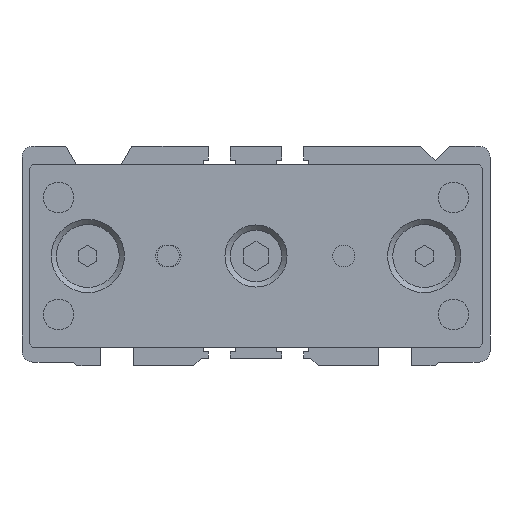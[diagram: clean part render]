
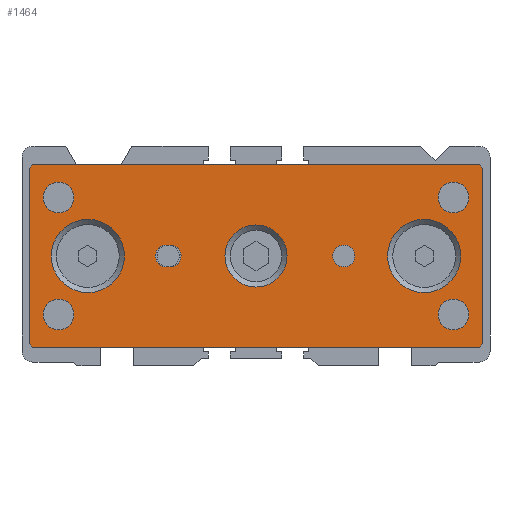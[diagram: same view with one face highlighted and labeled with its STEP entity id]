
A CAD part, left-side view. The second image highlights one B-rep face of the part: STEP entity #1464.
In plain terms, the highlighted planar face has unit normal (-1, 0, 0).
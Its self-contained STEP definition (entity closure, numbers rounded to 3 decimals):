
#994=CARTESIAN_POINT('',(170.,-310.5,-12.5));
#995=VERTEX_POINT('Vertex58',#994);
#1002=CARTESIAN_POINT('',(170.,-249.5,-12.5));
#1003=VERTEX_POINT('Vertex59',#1002);
#1004=CARTESIAN_POINT('',(170.,-280.,-12.5));
#1005=DIRECTION('',(0.,1.,0.));
#1006=VECTOR('',#1005,1.);
#1007=LINE('nurbsCrv77',#1004,#1006);
#1008=EDGE_CURVE('Edge77',#995,#1003,#1007,.T.);
#1025=CARTESIAN_POINT('',(170.,-311.,-12.));
#1026=VERTEX_POINT('Vertex60',#1025);
#1033=CARTESIAN_POINT('',(170.,-310.75,-12.25));
#1034=DIRECTION('',(0.,-0.707,0.707));
#1035=VECTOR('',#1034,1.);
#1036=LINE('nurbsCrv80',#1033,#1035);
#1037=EDGE_CURVE('Edge80',#995,#1026,#1036,.T.);
#1050=CARTESIAN_POINT('',(170.,-249.,-12.));
#1051=VERTEX_POINT('Vertex61',#1050);
#1052=CARTESIAN_POINT('',(170.,-249.25,-12.25));
#1053=DIRECTION('',(0.,0.707,0.707));
#1054=VECTOR('',#1053,1.);
#1055=LINE('nurbsCrv81',#1052,#1054);
#1056=EDGE_CURVE('Edge81',#1003,#1051,#1055,.T.);
#1074=CARTESIAN_POINT('',(170.,-249.,12.));
#1075=VERTEX_POINT('Vertex62',#1074);
#1076=CARTESIAN_POINT('',(170.,-249.,0.));
#1077=DIRECTION('',(0.,0.,1.));
#1078=VECTOR('',#1077,1.);
#1079=LINE('nurbsCrv83',#1076,#1078);
#1080=EDGE_CURVE('Edge83',#1051,#1075,#1079,.T.);
#1098=CARTESIAN_POINT('',(170.,-249.5,12.5));
#1099=VERTEX_POINT('Vertex63',#1098);
#1100=CARTESIAN_POINT('',(170.,-249.25,12.25));
#1101=DIRECTION('',(0.,0.707,-0.707));
#1102=VECTOR('',#1101,1.);
#1103=LINE('nurbsCrv85',#1100,#1102);
#1104=EDGE_CURVE('Edge85',#1099,#1075,#1103,.T.);
#1124=CARTESIAN_POINT('',(170.,-304.9,-8.));
#1125=VERTEX_POINT('Vertex64',#1124);
#1126=CARTESIAN_POINT('',(170.,-309.1,-8.));
#1127=VERTEX_POINT('Vertex329',#1126);
#1128=CARTESIAN_POINT('',(170.,-307.,-8.));
#1129=DIRECTION('',(1.,0.,0.));
#1130=DIRECTION('',(0.,1.,0.));
#1131=AXIS2_PLACEMENT_3D('',#1128,#1129,#1130);
#1132=CIRCLE('nurbsCrv624',#1131,2.1);
#1133=EDGE_CURVE('Edge457',#1125,#1127,#1132,.T.);
#1135=CARTESIAN_POINT('',(170.,-307.,-8.));
#1136=DIRECTION('',(1.,0.,0.));
#1137=DIRECTION('',(0.,-1.,0.));
#1138=AXIS2_PLACEMENT_3D('',#1135,#1136,#1137);
#1139=CIRCLE('nurbsCrv625',#1138,2.1);
#1140=EDGE_CURVE('Edge458',#1127,#1125,#1139,.T.);
#1154=CARTESIAN_POINT('',(170.,-304.9,8.));
#1155=VERTEX_POINT('Vertex65',#1154);
#1156=CARTESIAN_POINT('',(170.,-309.1,8.));
#1157=VERTEX_POINT('Vertex331',#1156);
#1158=CARTESIAN_POINT('',(170.,-307.,8.));
#1159=DIRECTION('',(1.,0.,0.));
#1160=DIRECTION('',(0.,1.,0.));
#1161=AXIS2_PLACEMENT_3D('',#1158,#1159,#1160);
#1162=CIRCLE('nurbsCrv639',#1161,2.1);
#1163=EDGE_CURVE('Edge462',#1155,#1157,#1162,.T.);
#1165=CARTESIAN_POINT('',(170.,-307.,8.));
#1166=DIRECTION('',(1.,0.,0.));
#1167=DIRECTION('',(0.,-1.,0.));
#1168=AXIS2_PLACEMENT_3D('',#1165,#1166,#1167);
#1169=CIRCLE('nurbsCrv640',#1168,2.1);
#1170=EDGE_CURVE('Edge463',#1157,#1155,#1169,.T.);
#1181=CARTESIAN_POINT('',(170.,-310.5,12.5));
#1182=VERTEX_POINT('Vertex66',#1181);
#1189=CARTESIAN_POINT('',(170.,-311.,12.));
#1190=VERTEX_POINT('Vertex67',#1189);
#1191=CARTESIAN_POINT('',(170.,-310.75,12.25));
#1192=DIRECTION('',(0.,0.707,0.707));
#1193=VECTOR('',#1192,1.);
#1194=LINE('nurbsCrv90',#1191,#1193);
#1195=EDGE_CURVE('Edge90',#1190,#1182,#1194,.T.);
#1215=CARTESIAN_POINT('',(170.,-250.9,-8.));
#1216=VERTEX_POINT('Vertex68',#1215);
#1217=CARTESIAN_POINT('',(170.,-255.1,-8.));
#1218=VERTEX_POINT('Vertex333',#1217);
#1219=CARTESIAN_POINT('',(170.,-253.,-8.));
#1220=DIRECTION('',(1.,0.,0.));
#1221=DIRECTION('',(0.,1.,0.));
#1222=AXIS2_PLACEMENT_3D('',#1219,#1220,#1221);
#1223=CIRCLE('nurbsCrv658',#1222,2.1);
#1224=EDGE_CURVE('Edge467',#1216,#1218,#1223,.T.);
#1226=CARTESIAN_POINT('',(170.,-253.,-8.));
#1227=DIRECTION('',(1.,0.,0.));
#1228=DIRECTION('',(0.,-1.,0.));
#1229=AXIS2_PLACEMENT_3D('',#1226,#1227,#1228);
#1230=CIRCLE('nurbsCrv659',#1229,2.1);
#1231=EDGE_CURVE('Edge468',#1218,#1216,#1230,.T.);
#1243=CARTESIAN_POINT('',(170.,-311.,0.));
#1244=DIRECTION('',(0.,0.,1.));
#1245=VECTOR('',#1244,1.);
#1246=LINE('nurbsCrv93',#1243,#1245);
#1247=EDGE_CURVE('Edge93',#1026,#1190,#1246,.T.);
#1262=CARTESIAN_POINT('',(170.,-250.9,8.));
#1263=VERTEX_POINT('Vertex69',#1262);
#1264=CARTESIAN_POINT('',(170.,-255.1,8.));
#1265=VERTEX_POINT('Vertex335',#1264);
#1266=CARTESIAN_POINT('',(170.,-253.,8.));
#1267=DIRECTION('',(1.,0.,0.));
#1268=DIRECTION('',(0.,1.,0.));
#1269=AXIS2_PLACEMENT_3D('',#1266,#1267,#1268);
#1270=CIRCLE('nurbsCrv677',#1269,2.1);
#1271=EDGE_CURVE('Edge472',#1263,#1265,#1270,.T.);
#1273=CARTESIAN_POINT('',(170.,-253.,8.));
#1274=DIRECTION('',(1.,0.,0.));
#1275=DIRECTION('',(0.,-1.,0.));
#1276=AXIS2_PLACEMENT_3D('',#1273,#1274,#1275);
#1277=CIRCLE('nurbsCrv678',#1276,2.1);
#1278=EDGE_CURVE('Edge473',#1265,#1263,#1277,.T.);
#1290=CARTESIAN_POINT('',(170.,-280.,12.5));
#1291=DIRECTION('',(0.,1.,0.));
#1292=VECTOR('',#1291,1.);
#1293=LINE('nurbsCrv95',#1290,#1292);
#1294=EDGE_CURVE('Edge95',#1182,#1099,#1293,.T.);
#1305=CARTESIAN_POINT('',(170.,-262.,0.));
#1306=VERTEX_POINT('Vertex70',#1305);
#1307=CARTESIAN_POINT('',(170.,-257.,0.));
#1308=DIRECTION('',(1.,0.,0.));
#1309=DIRECTION('',(0.,-1.,0.));
#1310=AXIS2_PLACEMENT_3D('',#1307,#1308,#1309);
#1311=CIRCLE('nurbsCrv96',#1310,5.);
#1312=EDGE_CURVE('Edge96',#1306,#1306,#1311,.T.);
#1325=CARTESIAN_POINT('',(170.,-308.,0.));
#1326=VERTEX_POINT('Vertex71',#1325);
#1327=CARTESIAN_POINT('',(170.,-303.,0.));
#1328=DIRECTION('',(1.,0.,0.));
#1329=DIRECTION('',(0.,-1.,0.));
#1330=AXIS2_PLACEMENT_3D('',#1327,#1328,#1329);
#1331=CIRCLE('nurbsCrv97',#1330,5.);
#1332=EDGE_CURVE('Edge97',#1326,#1326,#1331,.T.);
#1345=CARTESIAN_POINT('',(170.,-284.25,0.));
#1346=VERTEX_POINT('Vertex72',#1345);
#1347=CARTESIAN_POINT('',(170.,-280.,0.));
#1348=DIRECTION('',(1.,0.,0.));
#1349=DIRECTION('',(0.,-1.,0.));
#1350=AXIS2_PLACEMENT_3D('',#1347,#1348,#1349);
#1351=CIRCLE('nurbsCrv98',#1350,4.25);
#1352=EDGE_CURVE('Edge98',#1346,#1346,#1351,.T.);
#1368=CARTESIAN_POINT('',(170.,-293.5,0.));
#1369=VERTEX_POINT('Vertex73',#1368);
#1370=CARTESIAN_POINT('',(170.,-292.,0.));
#1371=DIRECTION('',(1.,0.,0.));
#1372=DIRECTION('',(0.,-1.,0.));
#1373=AXIS2_PLACEMENT_3D('',#1370,#1371,#1372);
#1374=CIRCLE('nurbsCrv99',#1373,1.5);
#1375=EDGE_CURVE('Edge99',#1369,#1369,#1374,.T.);
#1385=ORIENTED_EDGE('Edgeuse185',*,*,#1195,.T.);
#1386=ORIENTED_EDGE('Edgeuse186',*,*,#1294,.T.);
#1387=ORIENTED_EDGE('Edgeuse187',*,*,#1104,.T.);
#1388=ORIENTED_EDGE('Edgeuse188',*,*,#1080,.F.);
#1389=ORIENTED_EDGE('Edgeuse189',*,*,#1056,.F.);
#1390=ORIENTED_EDGE('Edgeuse190',*,*,#1008,.F.);
#1391=ORIENTED_EDGE('Edgeuse191',*,*,#1037,.T.);
#1392=ORIENTED_EDGE('Edgeuse192',*,*,#1247,.T.);
#1393=EDGE_LOOP('',(#1385,#1386,#1387,#1388,#1389,#1390,#1391,#1392));
#1394=FACE_OUTER_BOUND('',#1393,.T.);
#1395=ORIENTED_EDGE('Edgeuse193',*,*,#1332,.T.);
#1396=EDGE_LOOP('',(#1395));
#1397=FACE_BOUND('',#1396,.T.);
#1398=ORIENTED_EDGE('Edgeuse194',*,*,#1352,.T.);
#1399=EDGE_LOOP('',(#1398));
#1400=FACE_BOUND('',#1399,.T.);
#1401=ORIENTED_EDGE('Edgeuse195',*,*,#1312,.T.);
#1402=EDGE_LOOP('',(#1401));
#1403=FACE_BOUND('',#1402,.T.);
#1404=ORIENTED_EDGE('Edgeuse196',*,*,#1375,.T.);
#1405=EDGE_LOOP('',(#1404));
#1406=FACE_BOUND('',#1405,.T.);
#1407=CARTESIAN_POINT('',(170.,-267.75,-1.5));
#1408=VERTEX_POINT('Vertex75',#1407);
#1409=CARTESIAN_POINT('',(170.,-267.75,1.5));
#1410=VERTEX_POINT('Vertex74',#1409);
#1411=CARTESIAN_POINT('',(170.,-267.75,0.));
#1412=DIRECTION('',(1.,0.,0.));
#1413=DIRECTION('',(0.,0.,-1.));
#1414=AXIS2_PLACEMENT_3D('',#1411,#1412,#1413);
#1415=CIRCLE('nurbsCrv100',#1414,1.5);
#1416=EDGE_CURVE('Edge100',#1408,#1410,#1415,.T.);
#1417=ORIENTED_EDGE('Edgeuse197',*,*,#1416,.T.);
#1418=CARTESIAN_POINT('',(170.,-268.25,1.5));
#1419=VERTEX_POINT('Vertex76',#1418);
#1420=CARTESIAN_POINT('',(170.,-268.,1.5));
#1421=DIRECTION('',(0.,-1.,0.));
#1422=VECTOR('',#1421,1.);
#1423=LINE('nurbsCrv101',#1420,#1422);
#1424=EDGE_CURVE('Edge101',#1410,#1419,#1423,.T.);
#1425=ORIENTED_EDGE('Edgeuse198',*,*,#1424,.T.);
#1426=CARTESIAN_POINT('',(170.,-268.25,-1.5));
#1427=VERTEX_POINT('Vertex77',#1426);
#1428=CARTESIAN_POINT('',(170.,-268.25,0.));
#1429=DIRECTION('',(1.,0.,0.));
#1430=DIRECTION('',(0.,0.,1.));
#1431=AXIS2_PLACEMENT_3D('',#1428,#1429,#1430);
#1432=CIRCLE('nurbsCrv102',#1431,1.5);
#1433=EDGE_CURVE('Edge102',#1419,#1427,#1432,.T.);
#1434=ORIENTED_EDGE('Edgeuse199',*,*,#1433,.T.);
#1435=CARTESIAN_POINT('',(170.,-268.,-1.5));
#1436=DIRECTION('',(0.,1.,0.));
#1437=VECTOR('',#1436,1.);
#1438=LINE('nurbsCrv103',#1435,#1437);
#1439=EDGE_CURVE('Edge103',#1427,#1408,#1438,.T.);
#1440=ORIENTED_EDGE('Edgeuse200',*,*,#1439,.T.);
#1441=EDGE_LOOP('',(#1417,#1425,#1434,#1440));
#1442=FACE_BOUND('',#1441,.T.);
#1443=ORIENTED_EDGE('Edgeuse944',*,*,#1271,.T.);
#1444=ORIENTED_EDGE('Edgeuse946',*,*,#1278,.T.);
#1445=EDGE_LOOP('',(#1443,#1444));
#1446=FACE_BOUND('',#1445,.T.);
#1447=ORIENTED_EDGE('Edgeuse934',*,*,#1224,.T.);
#1448=ORIENTED_EDGE('Edgeuse936',*,*,#1231,.T.);
#1449=EDGE_LOOP('',(#1447,#1448));
#1450=FACE_BOUND('',#1449,.T.);
#1451=ORIENTED_EDGE('Edgeuse924',*,*,#1163,.T.);
#1452=ORIENTED_EDGE('Edgeuse926',*,*,#1170,.T.);
#1453=EDGE_LOOP('',(#1451,#1452));
#1454=FACE_BOUND('',#1453,.T.);
#1455=ORIENTED_EDGE('Edgeuse914',*,*,#1133,.T.);
#1456=ORIENTED_EDGE('Edgeuse916',*,*,#1140,.T.);
#1457=EDGE_LOOP('',(#1455,#1456));
#1458=FACE_BOUND('',#1457,.T.);
#1459=CARTESIAN_POINT('',(170.,-280.,0.));
#1460=DIRECTION('',(-1.,0.,0.));
#1461=DIRECTION('',(0.,0.,-1.));
#1462=AXIS2_PLACEMENT_3D('',#1459,#1460,#1461);
#1463=PLANE('nurbsSrf45',#1462);
#1464=ADVANCED_FACE('Face45',(#1394,#1397,#1400,#1403,#1406,#1442,#1446,#1450,
#1454,#1458),#1463,.T.);
